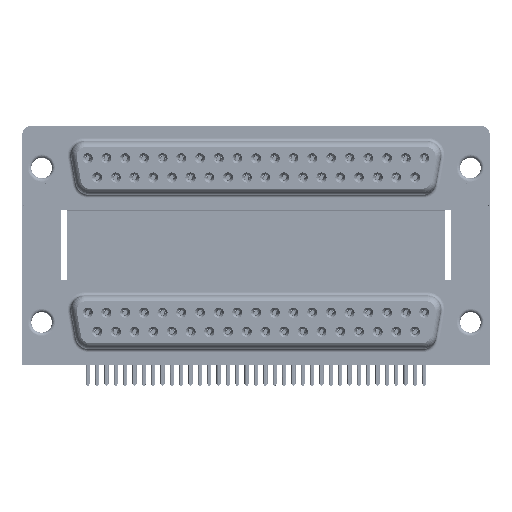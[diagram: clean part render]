
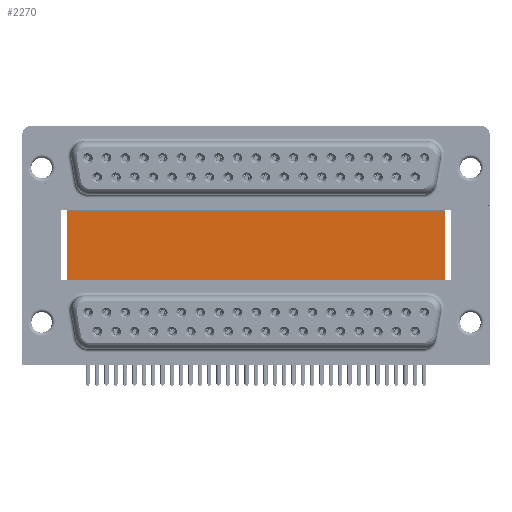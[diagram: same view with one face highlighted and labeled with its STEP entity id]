
A CAD part, top view. The second image highlights one B-rep face of the part: STEP entity #2270.
In plain terms, the highlighted planar face has unit normal (0, 0, 1).
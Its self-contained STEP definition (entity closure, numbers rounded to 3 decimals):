
#1994 = VECTOR ( 'NONE', #21288, 1000. ) ;
#2270 = ADVANCED_FACE ( 'NONE', ( #15368 ), #47779, .F. ) ;
#3559 = DIRECTION ( 'NONE',  ( 1., 0., 0. ) ) ;
#5299 = VERTEX_POINT ( 'NONE', #24574 ) ;
#5610 = ORIENTED_EDGE ( 'NONE', *, *, #26524, .T. ) ;
#9957 = ORIENTED_EDGE ( 'NONE', *, *, #63931, .T. ) ;
#9989 = VERTEX_POINT ( 'NONE', #38398 ) ;
#10030 = LINE ( 'NONE', #16197, #1994 ) ;
#10392 = EDGE_CURVE ( 'NONE', #25159, #5299, #54987, .T. ) ;
#11510 = EDGE_LOOP ( 'NONE', ( #5610, #32401, #31961, #9957 ) ) ;
#14291 = CARTESIAN_POINT ( 'NONE',  ( 3.79, 16.585, -12. ) ) ;
#14655 = DIRECTION ( 'NONE',  ( -1., 0., 0. ) ) ;
#15368 = FACE_OUTER_BOUND ( 'NONE', #11510, .T. ) ;
#15613 = VERTEX_POINT ( 'NONE', #52772 ) ;
#16197 = CARTESIAN_POINT ( 'NONE',  ( 59.71, 16.585, -12. ) ) ;
#16393 = CARTESIAN_POINT ( 'NONE',  ( 3.79, 16.585, -12. ) ) ;
#18436 = EDGE_CURVE ( 'NONE', #5299, #9989, #10030, .T. ) ;
#20645 = CARTESIAN_POINT ( 'NONE',  ( 3.79, -3.735, -12. ) ) ;
#21288 = DIRECTION ( 'NONE',  ( 0., -1., 0. ) ) ;
#24574 = CARTESIAN_POINT ( 'NONE',  ( 59.71, 16.585, -12. ) ) ;
#25159 = VERTEX_POINT ( 'NONE', #32000 ) ;
#26524 = EDGE_CURVE ( 'NONE', #15613, #9989, #64746, .T. ) ;
#30639 = DIRECTION ( 'NONE',  ( 0., 0., -1. ) ) ;
#31961 = ORIENTED_EDGE ( 'NONE', *, *, #10392, .F. ) ;
#32000 = CARTESIAN_POINT ( 'NONE',  ( 3.79, 16.585, -12. ) ) ;
#32401 = ORIENTED_EDGE ( 'NONE', *, *, #18436, .F. ) ;
#38203 = DIRECTION ( 'NONE',  ( 1., 0., 0. ) ) ;
#38398 = CARTESIAN_POINT ( 'NONE',  ( 59.71, -3.735, -12. ) ) ;
#45314 = VECTOR ( 'NONE', #38203, 1000. ) ;
#47779 = PLANE ( 'NONE',  #52431 ) ;
#49401 = DIRECTION ( 'NONE',  ( 0., -1., 0. ) ) ;
#51205 = VECTOR ( 'NONE', #49401, 1000. ) ;
#52431 = AXIS2_PLACEMENT_3D ( 'NONE', #14291, #30639, #14655 ) ;
#52772 = CARTESIAN_POINT ( 'NONE',  ( 3.79, -3.735, -12. ) ) ;
#54504 = CARTESIAN_POINT ( 'NONE',  ( 3.79, 16.585, -12. ) ) ;
#54987 = LINE ( 'NONE', #16393, #45314 ) ;
#57264 = VECTOR ( 'NONE', #3559, 1000. ) ;
#59969 = LINE ( 'NONE', #54504, #51205 ) ;
#63931 = EDGE_CURVE ( 'NONE', #25159, #15613, #59969, .T. ) ;
#64746 = LINE ( 'NONE', #20645, #57264 ) ;
